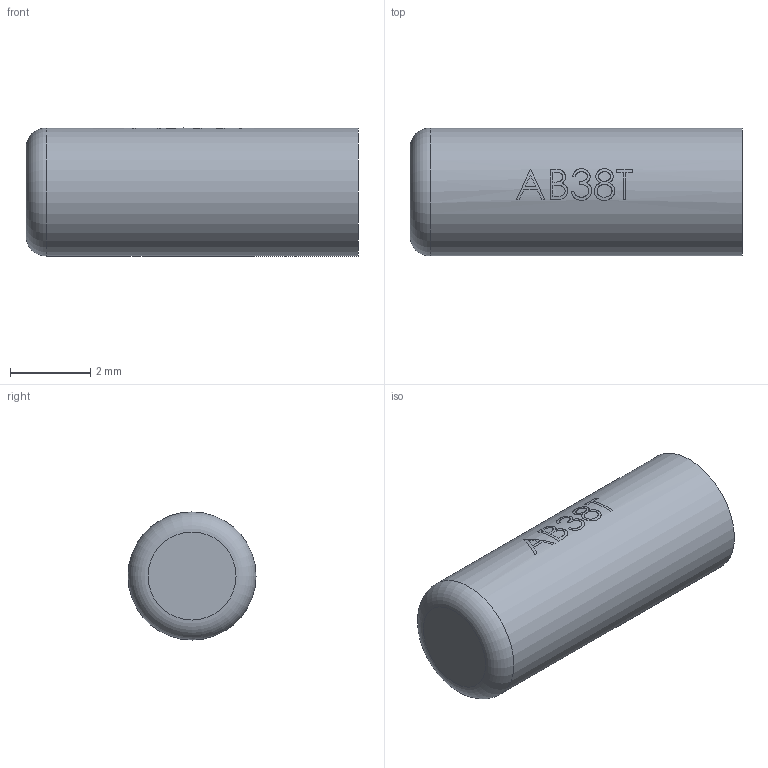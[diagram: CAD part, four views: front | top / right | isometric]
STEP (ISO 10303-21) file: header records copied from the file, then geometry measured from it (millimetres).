
FILE_DESCRIPTION(/* description */ ('STEP AP214','CAx-IF Rec.Pracs.---Representation and Presentation of Product Manufacturing Information (PMI)---4.0---2014-10-13'),/* implementation_level */ '2;1');
FILE_NAME(/* name */ 'AB38T-32.768KHZ_Cap.step',/* time_stamp */ '2025-03-10T00:51:34-04:00',/* author */ (''),/* organization */ (''),/* preprocessor_version */ 'ST-DEVELOPER v20',/* originating_system */ 'Autodesk Translation Framework v13.20.0.188',/* authorisation */ '');
FILE_SCHEMA (('AP242_MANAGED_MODEL_BASED_3D_ENGINEERING_MIM_LF { 1 0 10303 442 1 1 4 }'));
Length unit declared in the file: millimetre
Products named in the file (1): AB38T
Bounding box: 8.3 x 3.2 x 3.2 mm (x, y, z)
Volume: 66.2 mm3; surface area: 97.3 mm2
Topology: 1 solids, 1 shells, 85 faces, 218 edges, 145 vertices
Faces by surface type: bspline 40, plane 33, cylinder 11, torus 1
Full cylindrical faces by diameter (mm): 3.2 x1
Entity records: 5595 total; most frequent: CARTESIAN_POINT 3645, ORIENTED_EDGE 436, DIRECTION 262, EDGE_CURVE 218, VERTEX_POINT 145, LINE 106, VECTOR 106, EDGE_LOOP 95
